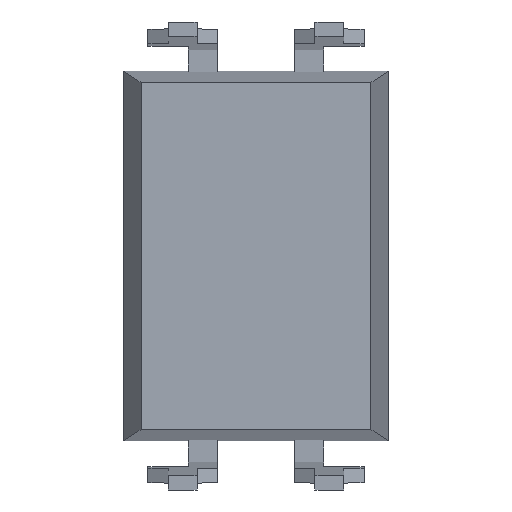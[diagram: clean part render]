
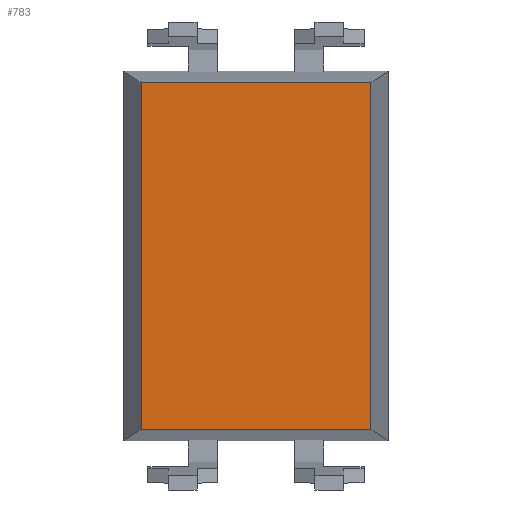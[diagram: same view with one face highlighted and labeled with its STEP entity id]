
A CAD part, front view. The second image highlights one B-rep face of the part: STEP entity #783.
In plain terms, the highlighted planar face has unit normal (0, -1, 0).
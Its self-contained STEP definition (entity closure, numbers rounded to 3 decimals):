
#115 = EDGE_CURVE ( 'NONE', #681, #182, #534, .T. ) ;
#179 = DIRECTION ( 'NONE',  ( -1., 0., 0. ) ) ;
#182 = VERTEX_POINT ( 'NONE', #1268 ) ;
#251 = VECTOR ( 'NONE', #387, 1000. ) ;
#293 = EDGE_CURVE ( 'NONE', #1559, #1560, #2196, .T. ) ;
#387 = DIRECTION ( 'NONE',  ( -1., 0., 0. ) ) ;
#454 = EDGE_LOOP ( 'NONE', ( #1082, #1889, #1775, #1209 ) ) ;
#462 = CARTESIAN_POINT ( 'NONE',  ( 3.56, 0.8, 3. ) ) ;
#515 = CARTESIAN_POINT ( 'NONE',  ( 3.56, 0.8, -3. ) ) ;
#522 = DIRECTION ( 'NONE',  ( 0., 0., 1. ) ) ;
#534 = LINE ( 'NONE', #2303, #972 ) ;
#661 = DIRECTION ( 'NONE',  ( 0., 1., 0. ) ) ;
#681 = VERTEX_POINT ( 'NONE', #1630 ) ;
#747 = CARTESIAN_POINT ( 'NONE',  ( 3.56, 0.8, 3. ) ) ;
#783 = ADVANCED_FACE ( 'NONE', ( #1379 ), #1393, .F. ) ;
#933 = LINE ( 'NONE', #747, #251 ) ;
#972 = VECTOR ( 'NONE', #522, 1000. ) ;
#1041 = DIRECTION ( 'NONE',  ( 0., 0., 1. ) ) ;
#1082 = ORIENTED_EDGE ( 'NONE', *, *, #2301, .T. ) ;
#1088 = CARTESIAN_POINT ( 'NONE',  ( -0.72, 0.8, -3. ) ) ;
#1143 = CARTESIAN_POINT ( 'NONE',  ( -0.72, 0.8, 3. ) ) ;
#1209 = ORIENTED_EDGE ( 'NONE', *, *, #115, .T. ) ;
#1268 = CARTESIAN_POINT ( 'NONE',  ( 3.26, 0.8, 3. ) ) ;
#1330 = EDGE_CURVE ( 'NONE', #681, #1559, #2138, .T. ) ;
#1379 = FACE_OUTER_BOUND ( 'NONE', #454, .T. ) ;
#1393 = PLANE ( 'NONE',  #2046 ) ;
#1475 = DIRECTION ( 'NONE',  ( 0., 0., 1. ) ) ;
#1559 = VERTEX_POINT ( 'NONE', #1088 ) ;
#1560 = VERTEX_POINT ( 'NONE', #1143 ) ;
#1630 = CARTESIAN_POINT ( 'NONE',  ( 3.26, 0.8, -3. ) ) ;
#1651 = VECTOR ( 'NONE', #179, 1000. ) ;
#1775 = ORIENTED_EDGE ( 'NONE', *, *, #1330, .F. ) ;
#1889 = ORIENTED_EDGE ( 'NONE', *, *, #293, .F. ) ;
#1951 = VECTOR ( 'NONE', #1475, 1000. ) ;
#1999 = CARTESIAN_POINT ( 'NONE',  ( -0.72, 0.8, -3.2 ) ) ;
#2046 = AXIS2_PLACEMENT_3D ( 'NONE', #462, #661, #1041 ) ;
#2138 = LINE ( 'NONE', #515, #1651 ) ;
#2196 = LINE ( 'NONE', #1999, #1951 ) ;
#2301 = EDGE_CURVE ( 'NONE', #182, #1560, #933, .T. ) ;
#2303 = CARTESIAN_POINT ( 'NONE',  ( 3.26, 0.8, -3.2 ) ) ;
